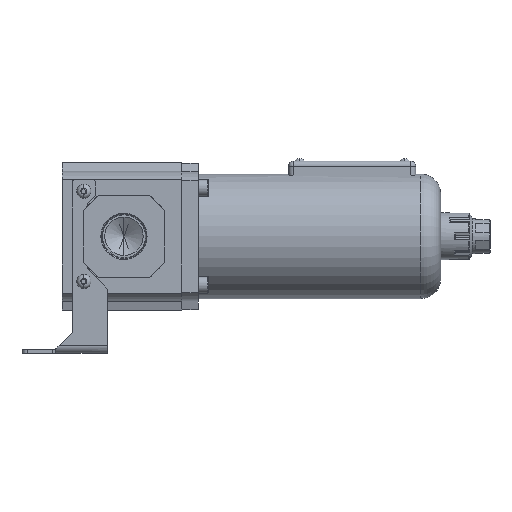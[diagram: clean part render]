
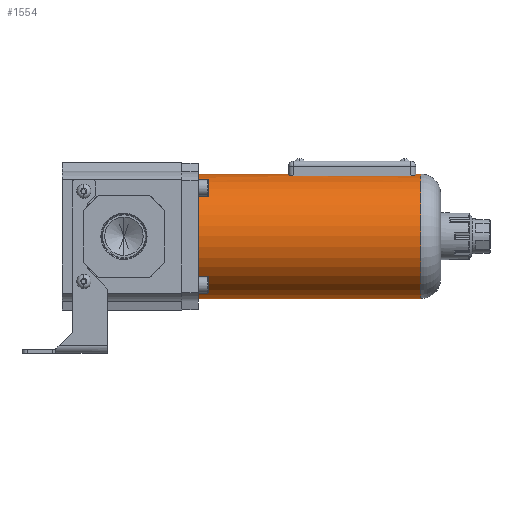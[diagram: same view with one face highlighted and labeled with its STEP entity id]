
A CAD part, left-side view. The second image highlights one B-rep face of the part: STEP entity #1554.
In plain terms, the highlighted cylindrical face has radius 37.25 mm (diameter 74.5 mm), a partial arc.
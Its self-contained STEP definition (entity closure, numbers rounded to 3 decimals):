
#104 = CARTESIAN_POINT ( 'NONE',  ( -6.2, -174.5, 36.73 ) ) ;
#154 = CARTESIAN_POINT ( 'NONE',  ( -9.2, -171.5, 36.096 ) ) ;
#464 = CARTESIAN_POINT ( 'NONE',  ( -8.036, -99.096, 36.374 ) ) ;
#643 = DIRECTION ( 'NONE',  ( 0., 1., 0. ) ) ;
#899 = DIRECTION ( 'NONE',  ( 0., 1., 0. ) ) ;
#1074 = CARTESIAN_POINT ( 'NONE',  ( -7.161, -174.349, 36.556 ) ) ;
#1075 = FACE_OUTER_BOUND ( 'NONE', #5470, .T. ) ;
#1106 = AXIS2_PLACEMENT_3D ( 'NONE', #8460, #3028, #9348 ) ;
#1384 = CARTESIAN_POINT ( 'NONE',  ( -9.2, -101.3, 36.096 ) ) ;
#1419 = CARTESIAN_POINT ( 'NONE',  ( -7.165, -98.653, 36.555 ) ) ;
#1513 = DIRECTION ( 'NONE',  ( 0., -1., 0. ) ) ;
#1554 = ADVANCED_FACE ( 'NONE', ( #1075 ), #5404, .T. ) ;
#1628 = CARTESIAN_POINT ( 'NONE',  ( 0., -98.5, 0. ) ) ;
#1766 = EDGE_CURVE ( 'NONE', #8263, #3365, #6105, .T. ) ;
#1791 = CARTESIAN_POINT ( 'NONE',  ( 0., -44.5, -37.25 ) ) ;
#1854 = EDGE_CURVE ( 'NONE', #2243, #3359, #10560, .T. ) ;
#1906 = LINE ( 'NONE', #3716, #8841 ) ;
#1928 = CARTESIAN_POINT ( 'NONE',  ( -9.2, -171.5, 36.096 ) ) ;
#2020 = CARTESIAN_POINT ( 'NONE',  ( -7.694, -174.109, 36.447 ) ) ;
#2243 = VERTEX_POINT ( 'NONE', #8665 ) ;
#2355 = CARTESIAN_POINT ( 'NONE',  ( -6.592, -98.519, 36.663 ) ) ;
#2553 = DIRECTION ( 'NONE',  ( 0., 0., 1. ) ) ;
#2732 = VERTEX_POINT ( 'NONE', #11684 ) ;
#2943 = CARTESIAN_POINT ( 'NONE',  ( -8.173, -173.768, 36.343 ) ) ;
#3019 = ORIENTED_EDGE ( 'NONE', *, *, #5968, .F. ) ;
#3028 = DIRECTION ( 'NONE',  ( 0., -1., 0. ) ) ;
#3213 = CARTESIAN_POINT ( 'NONE',  ( 0., -174.5, 37.25 ) ) ;
#3247 = CARTESIAN_POINT ( 'NONE',  ( -9.18, -101.103, 36.101 ) ) ;
#3278 = CARTESIAN_POINT ( 'NONE',  ( -6.2, -98.5, 36.73 ) ) ;
#3359 = VERTEX_POINT ( 'NONE', #1928 ) ;
#3365 = VERTEX_POINT ( 'NONE', #10032 ) ;
#3658 = VERTEX_POINT ( 'NONE', #7694 ) ;
#3693 = VECTOR ( 'NONE', #899, 1000. ) ;
#3716 = CARTESIAN_POINT ( 'NONE',  ( 0., -189.5, -37.25 ) ) ;
#3872 = CARTESIAN_POINT ( 'NONE',  ( -8.575, -173.343, 36.25 ) ) ;
#4067 = DIRECTION ( 'NONE',  ( 0., 1., 0. ) ) ;
#4162 = CARTESIAN_POINT ( 'NONE',  ( -9.044, -100.524, 36.136 ) ) ;
#4252 = ORIENTED_EDGE ( 'NONE', *, *, #1766, .T. ) ;
#4403 = DIRECTION ( 'NONE',  ( 0., 0., 1. ) ) ;
#4463 = CARTESIAN_POINT ( 'NONE',  ( 0., -177.5, 0. ) ) ;
#4480 = EDGE_CURVE ( 'NONE', #8100, #3359, #9703, .T. ) ;
#4791 = CARTESIAN_POINT ( 'NONE',  ( -8.891, -172.841, 36.174 ) ) ;
#4875 = AXIS2_PLACEMENT_3D ( 'NONE', #10592, #643, #4403 ) ;
#4911 = AXIS2_PLACEMENT_3D ( 'NONE', #4463, #10713, #5379 ) ;
#4940 = EDGE_CURVE ( 'NONE', #3365, #9819, #11772, .T. ) ;
#5080 = CARTESIAN_POINT ( 'NONE',  ( -8.798, -99.987, 36.196 ) ) ;
#5127 = DIRECTION ( 'NONE',  ( 0., 1., 0. ) ) ;
#5153 = CARTESIAN_POINT ( 'NONE',  ( 0., -177.5, -37.25 ) ) ;
#5379 = DIRECTION ( 'NONE',  ( 0., 0., -1. ) ) ;
#5404 = CYLINDRICAL_SURFACE ( 'NONE', #4875, 37.25 ) ;
#5470 = EDGE_LOOP ( 'NONE', ( #3019, #9659, #6848, #9905, #7153, #9711, #6585, #10026, #4252, #5782 ) ) ;
#5606 = EDGE_CURVE ( 'NONE', #2243, #10885, #10653, .T. ) ;
#5683 = AXIS2_PLACEMENT_3D ( 'NONE', #1628, #7980, #2553 ) ;
#5701 = CARTESIAN_POINT ( 'NONE',  ( -9.2, -171.901, 36.096 ) ) ;
#5782 = ORIENTED_EDGE ( 'NONE', *, *, #4940, .T. ) ;
#5968 = EDGE_CURVE ( 'NONE', #7701, #9819, #1906, .T. ) ;
#5992 = CARTESIAN_POINT ( 'NONE',  ( -8.452, -99.508, 36.279 ) ) ;
#6105 = LINE ( 'NONE', #11689, #3693 ) ;
#6386 = CIRCLE ( 'NONE', #5683, 37.25 ) ;
#6581 = CARTESIAN_POINT ( 'NONE',  ( -6.972, -174.405, 36.592 ) ) ;
#6585 = ORIENTED_EDGE ( 'NONE', *, *, #7662, .T. ) ;
#6687 = CIRCLE ( 'NONE', #4911, 37.25 ) ;
#6848 = ORIENTED_EDGE ( 'NONE', *, *, #10909, .T. ) ;
#6915 = CARTESIAN_POINT ( 'NONE',  ( -7.703, -98.875, 36.447 ) ) ;
#6994 = CARTESIAN_POINT ( 'NONE',  ( -9.2, -189.5, 36.096 ) ) ;
#7153 = ORIENTED_EDGE ( 'NONE', *, *, #1854, .T. ) ;
#7401 = AXIS2_PLACEMENT_3D ( 'NONE', #9458, #4067, #10315 ) ;
#7472 = CARTESIAN_POINT ( 'NONE',  ( -7.523, -174.2, 36.483 ) ) ;
#7662 = EDGE_CURVE ( 'NONE', #8100, #2732, #8873, .T. ) ;
#7694 = CARTESIAN_POINT ( 'NONE',  ( 0., -177.5, 37.25 ) ) ;
#7701 = VERTEX_POINT ( 'NONE', #5153 ) ;
#7757 = CARTESIAN_POINT ( 'NONE',  ( -9.2, -101.5, 36.096 ) ) ;
#7792 = CARTESIAN_POINT ( 'NONE',  ( -6.977, -98.596, 36.591 ) ) ;
#7980 = DIRECTION ( 'NONE',  ( 0., -1., 0. ) ) ;
#8073 = VECTOR ( 'NONE', #5127, 1000. ) ;
#8100 = VERTEX_POINT ( 'NONE', #8284 ) ;
#8263 = VERTEX_POINT ( 'NONE', #8544 ) ;
#8284 = CARTESIAN_POINT ( 'NONE',  ( -9.2, -101.5, 36.096 ) ) ;
#8365 = CARTESIAN_POINT ( 'NONE',  ( -8.019, -173.894, 36.377 ) ) ;
#8460 = CARTESIAN_POINT ( 'NONE',  ( 0., -44.5, 0. ) ) ;
#8544 = CARTESIAN_POINT ( 'NONE',  ( 0., -98.5, 37.25 ) ) ;
#8665 = CARTESIAN_POINT ( 'NONE',  ( -6.2, -174.5, 36.73 ) ) ;
#8676 = CARTESIAN_POINT ( 'NONE',  ( -6.397, -98.5, 36.697 ) ) ;
#8841 = VECTOR ( 'NONE', #10874, 1000. ) ;
#8873 = B_SPLINE_CURVE_WITH_KNOTS ( 'NONE', 3,
 ( #7757, #1384, #3247, #9536, #4162, #10418, #5080, #11314, #5992, #464, #6915, #1419, #7792, #2355, #8676, #3278 ),
 .UNSPECIFIED., .F., .F.,
 ( 4, 2, 2, 2, 2, 2, 2, 4 ),
 ( 0., 0.001, 0.001, 0.002, 0.002, 0.004, 0.004, 0.005 ),
 .UNSPECIFIED. ) ;
#9216 = CARTESIAN_POINT ( 'NONE',  ( -6.591, -174.481, 36.663 ) ) ;
#9252 = CARTESIAN_POINT ( 'NONE',  ( -8.451, -173.493, 36.279 ) ) ;
#9348 = DIRECTION ( 'NONE',  ( 0., 0., -1. ) ) ;
#9458 = CARTESIAN_POINT ( 'NONE',  ( 0., -174.5, 0. ) ) ;
#9536 = CARTESIAN_POINT ( 'NONE',  ( -9.103, -100.716, 36.121 ) ) ;
#9659 = ORIENTED_EDGE ( 'NONE', *, *, #11054, .T. ) ;
#9703 = LINE ( 'NONE', #6994, #11521 ) ;
#9711 = ORIENTED_EDGE ( 'NONE', *, *, #4480, .F. ) ;
#9819 = VERTEX_POINT ( 'NONE', #1791 ) ;
#9905 = ORIENTED_EDGE ( 'NONE', *, *, #5606, .F. ) ;
#10026 = ORIENTED_EDGE ( 'NONE', *, *, #11569, .F. ) ;
#10032 = CARTESIAN_POINT ( 'NONE',  ( 0., -44.5, 37.25 ) ) ;
#10087 = CARTESIAN_POINT ( 'NONE',  ( -6.397, -174.5, 36.697 ) ) ;
#10128 = CARTESIAN_POINT ( 'NONE',  ( -8.796, -173.017, 36.197 ) ) ;
#10315 = DIRECTION ( 'NONE',  ( 0., 0., -1. ) ) ;
#10404 = LINE ( 'NONE', #10462, #8073 ) ;
#10418 = CARTESIAN_POINT ( 'NONE',  ( -8.891, -100.16, 36.173 ) ) ;
#10462 = CARTESIAN_POINT ( 'NONE',  ( 0., -189.5, 37.25 ) ) ;
#10560 = B_SPLINE_CURVE_WITH_KNOTS ( 'NONE', 3,
 ( #104, #10087, #9216, #6581, #1074, #7472, #2020, #8365, #2943, #9252, #3872, #10128, #4791, #11033, #5701, #154 ),
 .UNSPECIFIED., .F., .F.,
 ( 4, 2, 2, 2, 2, 2, 2, 4 ),
 ( 0., 0.001, 0.001, 0.002, 0.002, 0.003, 0.004, 0.005 ),
 .UNSPECIFIED. ) ;
#10592 = CARTESIAN_POINT ( 'NONE',  ( 0., -189.5, 0. ) ) ;
#10653 = CIRCLE ( 'NONE', #7401, 37.25 ) ;
#10713 = DIRECTION ( 'NONE',  ( 0., 1., 0. ) ) ;
#10874 = DIRECTION ( 'NONE',  ( 0., 1., 0. ) ) ;
#10885 = VERTEX_POINT ( 'NONE', #3213 ) ;
#10909 = EDGE_CURVE ( 'NONE', #3658, #10885, #10404, .T. ) ;
#11033 = CARTESIAN_POINT ( 'NONE',  ( -9.119, -172.298, 36.117 ) ) ;
#11054 = EDGE_CURVE ( 'NONE', #7701, #3658, #6687, .T. ) ;
#11314 = CARTESIAN_POINT ( 'NONE',  ( -8.579, -99.661, 36.249 ) ) ;
#11521 = VECTOR ( 'NONE', #1513, 1000. ) ;
#11569 = EDGE_CURVE ( 'NONE', #8263, #2732, #6386, .T. ) ;
#11684 = CARTESIAN_POINT ( 'NONE',  ( -6.2, -98.5, 36.73 ) ) ;
#11689 = CARTESIAN_POINT ( 'NONE',  ( 0., -189.5, 37.25 ) ) ;
#11772 = CIRCLE ( 'NONE', #1106, 37.25 ) ;
